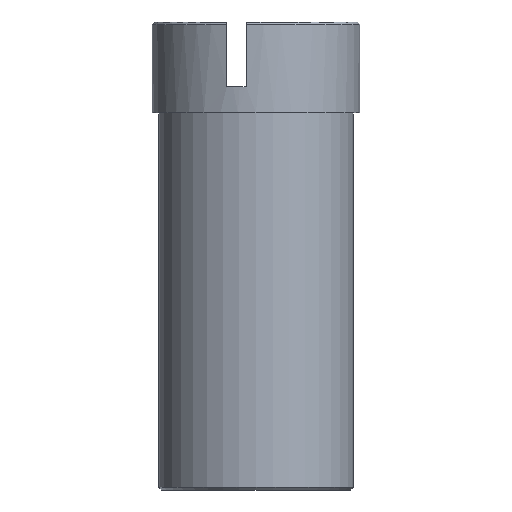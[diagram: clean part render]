
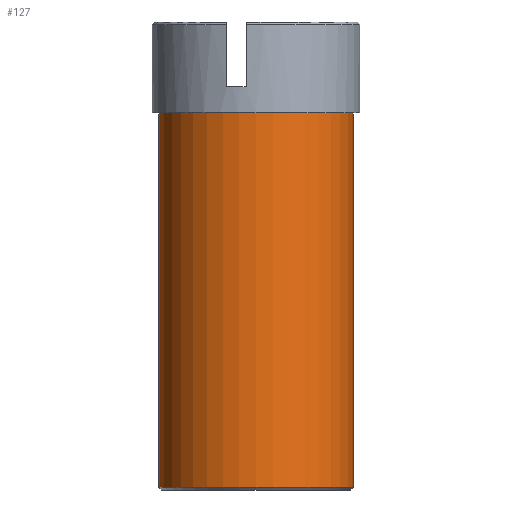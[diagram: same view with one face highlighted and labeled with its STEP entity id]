
A CAD part, front view. The second image highlights one B-rep face of the part: STEP entity #127.
In plain terms, the highlighted cylindrical face has radius 7.5 mm (diameter 15 mm), a full revolution.
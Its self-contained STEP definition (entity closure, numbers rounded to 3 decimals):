
#127=ADVANCED_FACE('',(#160,#161),#153,.T.);
#153=CYLINDRICAL_SURFACE('',#448,7.5);
#160=FACE_BOUND('',#184,.T.);
#161=FACE_BOUND('',#185,.T.);
#184=EDGE_LOOP('',(#222));
#185=EDGE_LOOP('',(#223));
#222=ORIENTED_EDGE('',*,*,#367,.T.);
#223=ORIENTED_EDGE('',*,*,#368,.T.);
#328=VERTEX_POINT('',#627);
#329=VERTEX_POINT('',#629);
#367=EDGE_CURVE('',#328,#328,#420,.T.);
#368=EDGE_CURVE('',#329,#329,#421,.T.);
#420=CIRCLE('',#446,7.5);
#421=CIRCLE('',#447,7.5);
#446=AXIS2_PLACEMENT_3D('',#626,#499,#500);
#447=AXIS2_PLACEMENT_3D('',#628,#501,#502);
#448=AXIS2_PLACEMENT_3D('',#630,#503,#504);
#499=DIRECTION('',(0.,0.,-1.));
#500=DIRECTION('',(-1.,0.,0.));
#501=DIRECTION('',(0.,0.,1.));
#502=DIRECTION('',(1.,0.,0.));
#503=DIRECTION('',(0.,0.,-1.));
#504=DIRECTION('',(-1.,0.,0.));
#626=CARTESIAN_POINT('',(-100.27,33.069,24.655));
#627=CARTESIAN_POINT('',(-107.77,33.069,24.655));
#628=CARTESIAN_POINT('',(-100.27,33.069,-4.145));
#629=CARTESIAN_POINT('',(-92.77,33.069,-4.145));
#630=CARTESIAN_POINT('',(-100.27,33.069,17.655));
